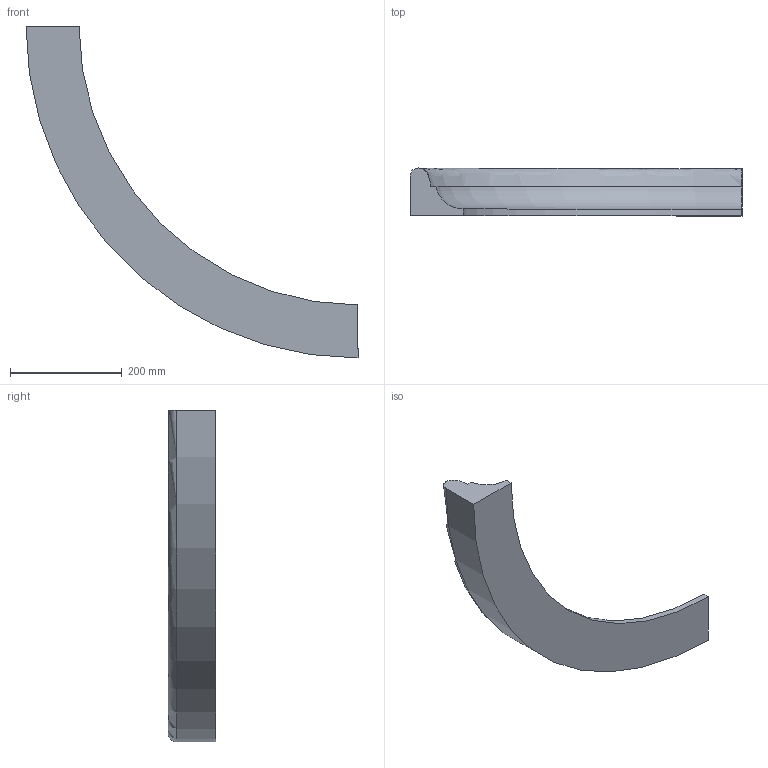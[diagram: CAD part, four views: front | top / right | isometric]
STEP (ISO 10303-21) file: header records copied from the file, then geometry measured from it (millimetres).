
FILE_DESCRIPTION (( 'STEP AP203' ), '1' );
FILE_NAME ('Moulure Lucarne.STEP', '2020-05-25T05:59:23', ( '' ), ( '' ), 'SwSTEP 2.0', 'SolidWorks 2013', '' );
FILE_SCHEMA (( 'CONFIG_CONTROL_DESIGN' ));
Length unit declared in the file: millimetre
Products named in the file (1): Moulure Lucarne
Bounding box: 595 x 85.03 x 595 mm (x, y, z)
Volume: 3975297.4 mm3; surface area: 291056 mm2
Topology: 1 solids, 1 shells, 9 faces, 21 edges, 14 vertices
Faces by surface type: plane 4, cylinder 2, torus 2, bspline 1
Entity records: 350 total; most frequent: CARTESIAN_POINT 60, DIRECTION 48, ORIENTED_EDGE 42, EDGE_CURVE 21, AXIS2_PLACEMENT_3D 20, VERTEX_POINT 14, CIRCLE 11, ADVANCED_FACE 9
